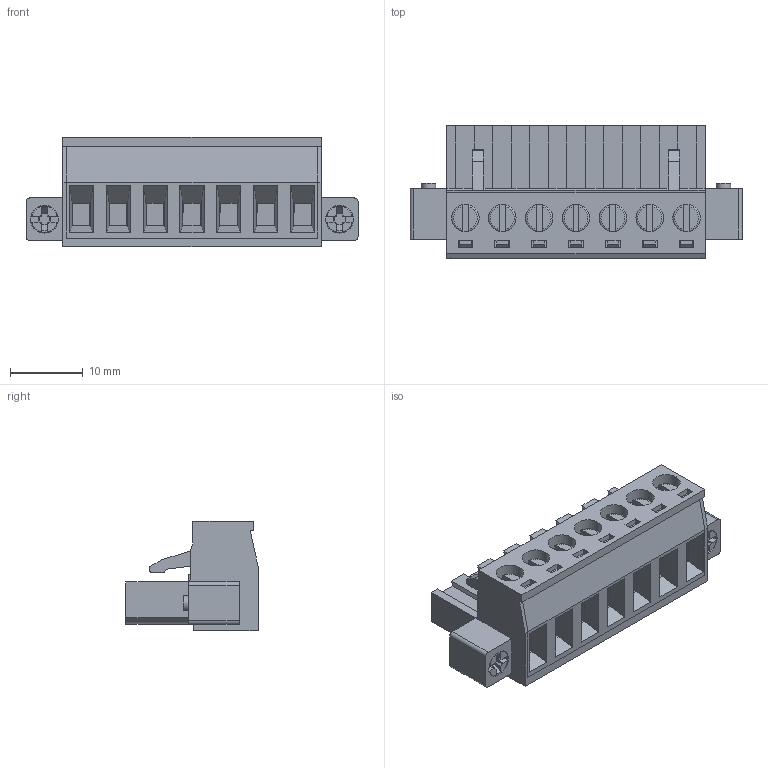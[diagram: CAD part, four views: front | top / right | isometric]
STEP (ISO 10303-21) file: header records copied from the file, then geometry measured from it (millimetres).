
FILE_DESCRIPTION( ( 'Unknown' ), '1' );
FILE_NAME( '691340500007.stp', 'Unknown', ( 'Unknown' ), ( 'Unknown' ), 'PSStep 18.0.17', 'Unknown', ' ' );
FILE_SCHEMA( ( 'AUTOMOTIVE_DESIGN { 1 0 10303 214 1 1 1 1 }' ) );
Length unit declared in the file: millimetre
Products named in the file (7): Assem1; 6913405000xx_CAGE; 6913405000xx_PIN; 6913405000xx_VIS; 6913405000xx_VIS flange; 691340500007; 691340500007_CAPOT
Assembly tree (25 placements, depth 2):
  Assem1
    6913405000xx_CAGE  x7
    6913405000xx_PIN  x7
    6913405000xx_VIS  x7
    6913405000xx_VIS flange  x2
    691340500007
    691340500007_CAPOT
Bounding box: 45.72 x 18.2 x 15.1 mm (x, y, z)
Volume: 4484.3 mm3; surface area: 11605.4 mm2
Topology: 25 solids, 25 shells, 1717 faces, 4662 edges, 3047 vertices
Faces by surface type: plane 1267, cylinder 407, torus 27, cone 16
Full cylindrical faces by diameter (mm): 1.5 x7, 2 x2, 2.2 x7, 2.4 x2, 2.5 x9, 2.9 x7, 2.95 x7, 3 x7, 3.8 x18
Entity records: 36780 total; most frequent: CARTESIAN_POINT 5211, ORIENTED_EDGE 4962, DIRECTION 4686, EDGE_CURVE 2481, LINE 2186, VECTOR 2186, VERTEX_POINT 1643, AXIS2_PLACEMENT_3D 1250
